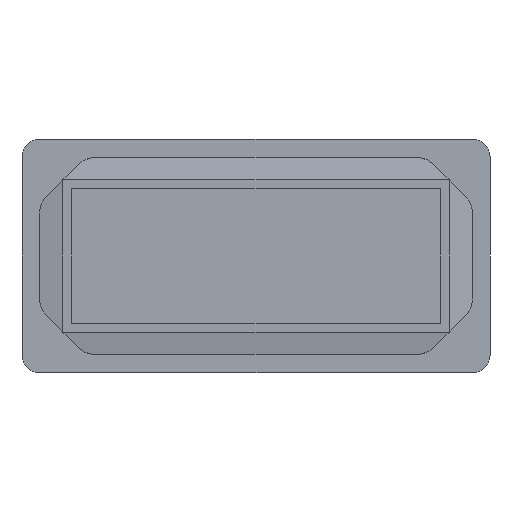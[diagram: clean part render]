
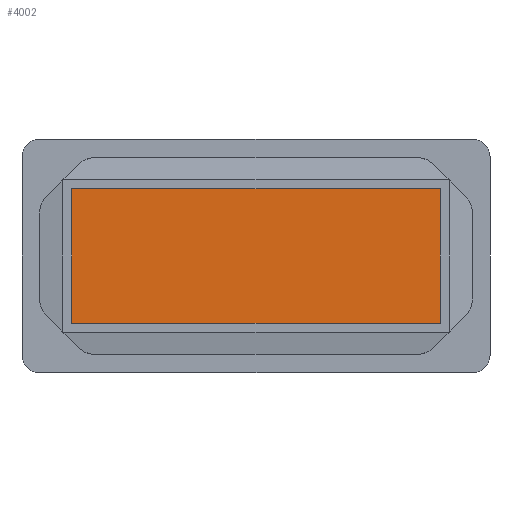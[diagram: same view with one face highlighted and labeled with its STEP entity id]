
A CAD part, front view. The second image highlights one B-rep face of the part: STEP entity #4002.
In plain terms, the highlighted planar face has unit normal (0, -1, 0).
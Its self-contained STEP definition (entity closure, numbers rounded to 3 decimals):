
#18 = CARTESIAN_POINT ( 'NONE',  ( 0., 22., 0. ) ) ;
#69 = VECTOR ( 'NONE', #4010, 1000. ) ;
#109 = VECTOR ( 'NONE', #266, 1000. ) ;
#123 = ORIENTED_EDGE ( 'NONE', *, *, #4180, .F. ) ;
#266 = DIRECTION ( 'NONE',  ( -1., 0., 0. ) ) ;
#420 = CARTESIAN_POINT ( 'NONE',  ( 1.5, 22., -24.5 ) ) ;
#482 = EDGE_LOOP ( 'NONE', ( #123, #2830, #1522, #2406 ) ) ;
#537 = DIRECTION ( 'NONE',  ( 0., 0., -1. ) ) ;
#708 = EDGE_CURVE ( 'NONE', #1035, #1557, #3121, .T. ) ;
#1035 = VERTEX_POINT ( 'NONE', #3810 ) ;
#1203 = CARTESIAN_POINT ( 'NONE',  ( 64.5, 22., -24.5 ) ) ;
#1390 = VECTOR ( 'NONE', #537, 1000. ) ;
#1522 = ORIENTED_EDGE ( 'NONE', *, *, #2729, .F. ) ;
#1557 = VERTEX_POINT ( 'NONE', #4534 ) ;
#1639 = EDGE_CURVE ( 'NONE', #2745, #4254, #3471, .T. ) ;
#2406 = ORIENTED_EDGE ( 'NONE', *, *, #708, .F. ) ;
#2426 = CARTESIAN_POINT ( 'NONE',  ( 1.5, 22., -1.5 ) ) ;
#2503 = DIRECTION ( 'NONE',  ( 0., 0., -1. ) ) ;
#2518 = LINE ( 'NONE', #2873, #69 ) ;
#2729 = EDGE_CURVE ( 'NONE', #1557, #2745, #4103, .T. ) ;
#2745 = VERTEX_POINT ( 'NONE', #1203 ) ;
#2830 = ORIENTED_EDGE ( 'NONE', *, *, #1639, .F. ) ;
#2873 = CARTESIAN_POINT ( 'NONE',  ( 1.5, 22., -1.5 ) ) ;
#2884 = FACE_OUTER_BOUND ( 'NONE', #482, .T. ) ;
#3014 = CARTESIAN_POINT ( 'NONE',  ( 64.5, 22., -1.5 ) ) ;
#3121 = LINE ( 'NONE', #2426, #3243 ) ;
#3243 = VECTOR ( 'NONE', #4597, 1000. ) ;
#3471 = LINE ( 'NONE', #3806, #109 ) ;
#3573 = AXIS2_PLACEMENT_3D ( 'NONE', #18, #3642, #2503 ) ;
#3574 = PLANE ( 'NONE',  #3573 ) ;
#3642 = DIRECTION ( 'NONE',  ( 0., -1., 0. ) ) ;
#3806 = CARTESIAN_POINT ( 'NONE',  ( 1.5, 22., -24.5 ) ) ;
#3810 = CARTESIAN_POINT ( 'NONE',  ( 1.5, 22., -1.5 ) ) ;
#4002 = ADVANCED_FACE ( 'NONE', ( #2884 ), #3574, .T. ) ;
#4010 = DIRECTION ( 'NONE',  ( 0., 0., 1. ) ) ;
#4103 = LINE ( 'NONE', #3014, #1390 ) ;
#4180 = EDGE_CURVE ( 'NONE', #4254, #1035, #2518, .T. ) ;
#4254 = VERTEX_POINT ( 'NONE', #420 ) ;
#4534 = CARTESIAN_POINT ( 'NONE',  ( 64.5, 22., -1.5 ) ) ;
#4597 = DIRECTION ( 'NONE',  ( 1., 0., 0. ) ) ;
